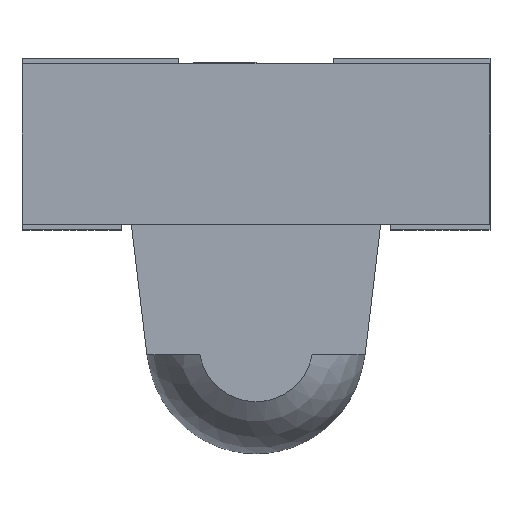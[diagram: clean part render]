
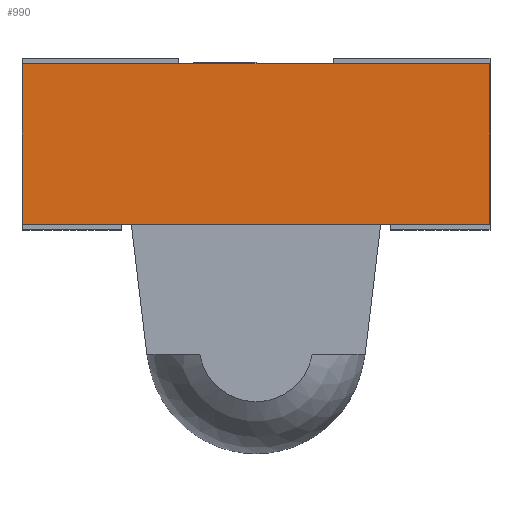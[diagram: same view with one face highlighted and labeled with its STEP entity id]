
A CAD part, top view. The second image highlights one B-rep face of the part: STEP entity #990.
In plain terms, the highlighted planar face has unit normal (0, 0, 1).
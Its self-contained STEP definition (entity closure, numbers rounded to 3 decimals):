
#69=FACE_OUTER_BOUND('',#121,.T.);
#121=EDGE_LOOP('',(#802,#803,#804,#805,#806,#807,#808,#809,#810,#811));
#136=LINE('',#1339,#258);
#150=LINE('',#1366,#272);
#155=LINE('',#1375,#277);
#161=LINE('',#1389,#283);
#194=LINE('',#1457,#316);
#199=LINE('',#1467,#321);
#210=LINE('',#1490,#332);
#225=LINE('',#1522,#347);
#236=LINE('',#1544,#358);
#237=LINE('',#1547,#359);
#258=VECTOR('',#1088,10.);
#272=VECTOR('',#1114,10.);
#277=VECTOR('',#1121,10.);
#283=VECTOR('',#1131,10.);
#316=VECTOR('',#1184,10.);
#321=VECTOR('',#1191,10.);
#332=VECTOR('',#1218,10.);
#347=VECTOR('',#1245,10.);
#358=VECTOR('',#1270,10.);
#359=VECTOR('',#1275,10.);
#380=VERTEX_POINT('',#1337);
#381=VERTEX_POINT('',#1338);
#388=VERTEX_POINT('',#1365);
#391=VERTEX_POINT('',#1373);
#396=VERTEX_POINT('',#1386);
#397=VERTEX_POINT('',#1388);
#422=VERTEX_POINT('',#1455);
#425=VERTEX_POINT('',#1464);
#426=VERTEX_POINT('',#1466);
#441=VERTEX_POINT('',#1521);
#464=EDGE_CURVE('',#380,#381,#136,.T.);
#478=EDGE_CURVE('',#388,#380,#150,.T.);
#483=EDGE_CURVE('',#381,#391,#155,.T.);
#489=EDGE_CURVE('',#396,#397,#161,.T.);
#523=EDGE_CURVE('',#391,#422,#194,.T.);
#528=EDGE_CURVE('',#426,#425,#199,.T.);
#540=EDGE_CURVE('',#426,#422,#210,.T.);
#556=EDGE_CURVE('',#388,#441,#225,.T.);
#568=EDGE_CURVE('',#397,#425,#236,.T.);
#569=EDGE_CURVE('',#396,#441,#237,.T.);
#802=ORIENTED_EDGE('',*,*,#569,.T.);
#803=ORIENTED_EDGE('',*,*,#556,.F.);
#804=ORIENTED_EDGE('',*,*,#478,.T.);
#805=ORIENTED_EDGE('',*,*,#464,.T.);
#806=ORIENTED_EDGE('',*,*,#483,.T.);
#807=ORIENTED_EDGE('',*,*,#523,.T.);
#808=ORIENTED_EDGE('',*,*,#540,.F.);
#809=ORIENTED_EDGE('',*,*,#528,.T.);
#810=ORIENTED_EDGE('',*,*,#568,.F.);
#811=ORIENTED_EDGE('',*,*,#489,.F.);
#895=PLANE('',#1061);
#990=ADVANCED_FACE('',(#69),#895,.T.);
#1061=AXIS2_PLACEMENT_3D('',#1548,#1276,#1277);
#1088=DIRECTION('',(-1.,0.,0.));
#1114=DIRECTION('',(-1.,0.,0.));
#1121=DIRECTION('',(-1.,0.,0.));
#1131=DIRECTION('',(-1.,0.,0.));
#1184=DIRECTION('',(-1.,0.,0.));
#1191=DIRECTION('',(1.,0.,0.));
#1218=DIRECTION('',(0.,1.,0.));
#1245=DIRECTION('',(1.,0.,0.));
#1270=DIRECTION('',(-1.,0.,0.));
#1275=DIRECTION('',(0.,1.,0.));
#1276=DIRECTION('center_axis',(0.,0.,1.));
#1277=DIRECTION('ref_axis',(1.,0.,0.));
#1337=CARTESIAN_POINT('',(0.,0.515,1.201));
#1338=CARTESIAN_POINT('',(-0.4,0.515,1.201));
#1339=CARTESIAN_POINT('',(-1.5,0.515,1.201));
#1365=CARTESIAN_POINT('',(0.5,0.515,1.201));
#1366=CARTESIAN_POINT('',(-1.5,0.515,1.201));
#1373=CARTESIAN_POINT('',(-0.5,0.515,1.201));
#1375=CARTESIAN_POINT('',(-1.5,0.515,1.201));
#1386=CARTESIAN_POINT('',(1.5,-0.515,1.201));
#1388=CARTESIAN_POINT('',(0.86,-0.515,1.201));
#1389=CARTESIAN_POINT('',(1.5,-0.515,1.201));
#1455=CARTESIAN_POINT('',(-1.5,0.515,1.201));
#1457=CARTESIAN_POINT('',(-1.5,0.515,1.201));
#1464=CARTESIAN_POINT('',(-0.86,-0.515,1.201));
#1466=CARTESIAN_POINT('',(-1.5,-0.515,1.201));
#1467=CARTESIAN_POINT('',(-1.5,-0.515,1.201));
#1490=CARTESIAN_POINT('',(-1.5,0.,1.201));
#1521=CARTESIAN_POINT('',(1.5,0.515,1.201));
#1522=CARTESIAN_POINT('',(1.5,0.515,1.201));
#1544=CARTESIAN_POINT('',(1.5,-0.515,1.201));
#1547=CARTESIAN_POINT('',(1.5,0.,1.201));
#1548=CARTESIAN_POINT('Origin',(0.,0.,1.201));
